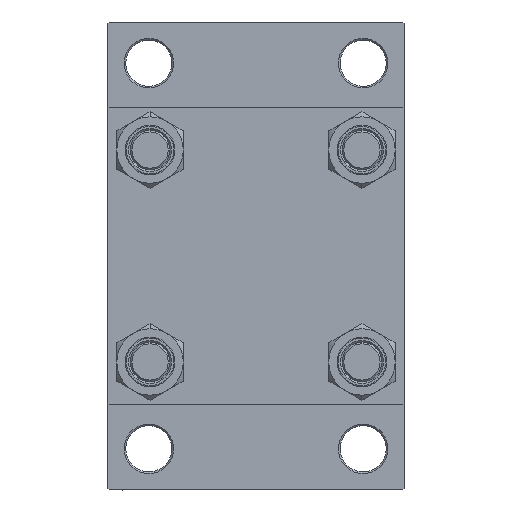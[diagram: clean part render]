
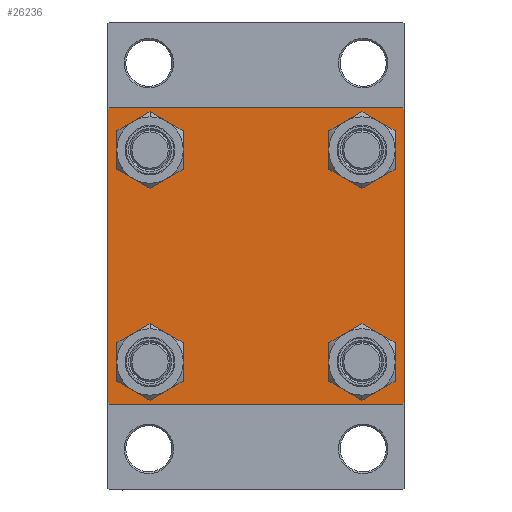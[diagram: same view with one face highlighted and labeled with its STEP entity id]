
A CAD part, left-side view. The second image highlights one B-rep face of the part: STEP entity #26236.
In plain terms, the highlighted planar face has unit normal (-1, 0, 0).
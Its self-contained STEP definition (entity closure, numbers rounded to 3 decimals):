
#101 = VERTEX_POINT ( 'NONE', #1256 ) ;
#117 = DIRECTION ( 'NONE',  ( 1., 0., 0. ) ) ;
#206 = VERTEX_POINT ( 'NONE', #3147 ) ;
#415 = CARTESIAN_POINT ( 'NONE',  ( 0., 44.5, -45. ) ) ;
#543 = CARTESIAN_POINT ( 'NONE',  ( 0., -44.5, 45. ) ) ;
#886 = VERTEX_POINT ( 'NONE', #17700 ) ;
#1256 = CARTESIAN_POINT ( 'NONE',  ( 0., 45., 44.5 ) ) ;
#1378 = EDGE_CURVE ( 'NONE', #21514, #101, #22651, .T. ) ;
#1880 = CIRCLE ( 'NONE', #37200, 6.5 ) ;
#1896 = FACE_OUTER_BOUND ( 'NONE', #45163, .T. ) ;
#2217 = AXIS2_PLACEMENT_3D ( 'NONE', #15977, #41045, #22744 ) ;
#3147 = CARTESIAN_POINT ( 'NONE',  ( 0., -32.15, 38.65 ) ) ;
#3620 = CARTESIAN_POINT ( 'NONE',  ( 0., -45., 44.5 ) ) ;
#4114 = ORIENTED_EDGE ( 'NONE', *, *, #34646, .F. ) ;
#4306 = CARTESIAN_POINT ( 'NONE',  ( 0., -45., -44.5 ) ) ;
#4438 = CIRCLE ( 'NONE', #20610, 6.5 ) ;
#5077 = DIRECTION ( 'NONE',  ( 0., -0.707, -0.707 ) ) ;
#5533 = CARTESIAN_POINT ( 'NONE',  ( 0., 32.15, -38.65 ) ) ;
#5750 = DIRECTION ( 'NONE',  ( -1., 0., 0. ) ) ;
#6250 = EDGE_CURVE ( 'NONE', #886, #46245, #11535, .T. ) ;
#6450 = FACE_BOUND ( 'NONE', #40819, .T. ) ;
#6452 = VERTEX_POINT ( 'NONE', #415 ) ;
#6744 = VECTOR ( 'NONE', #39255, 1000. ) ;
#7056 = CARTESIAN_POINT ( 'NONE',  ( 0., -32.15, -25.65 ) ) ;
#7215 = CIRCLE ( 'NONE', #8770, 6.5 ) ;
#7537 = EDGE_LOOP ( 'NONE', ( #24946, #40039 ) ) ;
#7551 = CIRCLE ( 'NONE', #24492, 6.5 ) ;
#7922 = CARTESIAN_POINT ( 'NONE',  ( 0., 44.75, 44.75 ) ) ;
#7974 = ORIENTED_EDGE ( 'NONE', *, *, #31250, .T. ) ;
#8770 = AXIS2_PLACEMENT_3D ( 'NONE', #32173, #117, #14118 ) ;
#9219 = AXIS2_PLACEMENT_3D ( 'NONE', #21636, #14169, #35855 ) ;
#9636 = CARTESIAN_POINT ( 'NONE',  ( 0., -44.75, 44.75 ) ) ;
#9834 = FACE_BOUND ( 'NONE', #7537, .T. ) ;
#10453 = ORIENTED_EDGE ( 'NONE', *, *, #32547, .T. ) ;
#10762 = ORIENTED_EDGE ( 'NONE', *, *, #39263, .T. ) ;
#10802 = CARTESIAN_POINT ( 'NONE',  ( 0., 45., -45. ) ) ;
#11535 = CIRCLE ( 'NONE', #9219, 6.5 ) ;
#11949 = VERTEX_POINT ( 'NONE', #4306 ) ;
#12081 = LINE ( 'NONE', #23876, #17792 ) ;
#12247 = CIRCLE ( 'NONE', #2217, 6.5 ) ;
#12275 = ORIENTED_EDGE ( 'NONE', *, *, #1378, .T. ) ;
#12507 = EDGE_CURVE ( 'NONE', #36193, #6452, #12081, .T. ) ;
#12675 = EDGE_CURVE ( 'NONE', #17357, #14813, #28197, .T. ) ;
#12970 = VERTEX_POINT ( 'NONE', #27910 ) ;
#13490 = EDGE_CURVE ( 'NONE', #21514, #14813, #19477, .T. ) ;
#14118 = DIRECTION ( 'NONE',  ( 0., 0., 1. ) ) ;
#14169 = DIRECTION ( 'NONE',  ( 1., 0., 0. ) ) ;
#14813 = VERTEX_POINT ( 'NONE', #543 ) ;
#14920 = DIRECTION ( 'NONE',  ( 0., -1., 0. ) ) ;
#15083 = DIRECTION ( 'NONE',  ( 1., 0., 0. ) ) ;
#15166 = CARTESIAN_POINT ( 'NONE',  ( 0., -45., 45. ) ) ;
#15571 = CIRCLE ( 'NONE', #19401, 6.5 ) ;
#15625 = CARTESIAN_POINT ( 'NONE',  ( 0., 45., 45. ) ) ;
#15868 = CARTESIAN_POINT ( 'NONE',  ( 0., 32.15, -25.65 ) ) ;
#15977 = CARTESIAN_POINT ( 'NONE',  ( 0., -32.15, 32.15 ) ) ;
#16245 = ORIENTED_EDGE ( 'NONE', *, *, #30772, .T. ) ;
#17123 = DIRECTION ( 'NONE',  ( 0., 0.707, 0.707 ) ) ;
#17357 = VERTEX_POINT ( 'NONE', #3620 ) ;
#17411 = ORIENTED_EDGE ( 'NONE', *, *, #38289, .T. ) ;
#17700 = CARTESIAN_POINT ( 'NONE',  ( 0., 32.15, 25.65 ) ) ;
#17792 = VECTOR ( 'NONE', #5077, 1000. ) ;
#17990 = VERTEX_POINT ( 'NONE', #7056 ) ;
#18224 = CARTESIAN_POINT ( 'NONE',  ( 0., 32.15, -32.15 ) ) ;
#18258 = DIRECTION ( 'NONE',  ( 0., 0., -1. ) ) ;
#18469 = DIRECTION ( 'NONE',  ( 0., 0., 1. ) ) ;
#19401 = AXIS2_PLACEMENT_3D ( 'NONE', #24126, #20513, #36154 ) ;
#19477 = LINE ( 'NONE', #15625, #44772 ) ;
#19747 = CARTESIAN_POINT ( 'NONE',  ( 0., -32.15, 32.15 ) ) ;
#20127 = CIRCLE ( 'NONE', #38596, 6.5 ) ;
#20513 = DIRECTION ( 'NONE',  ( 1., 0., 0. ) ) ;
#20610 = AXIS2_PLACEMENT_3D ( 'NONE', #18224, #36779, #18469 ) ;
#20984 = EDGE_CURVE ( 'NONE', #45516, #206, #1880, .T. ) ;
#21514 = VERTEX_POINT ( 'NONE', #31729 ) ;
#21636 = CARTESIAN_POINT ( 'NONE',  ( 0., 32.15, 32.15 ) ) ;
#22305 = VECTOR ( 'NONE', #44336, 1000. ) ;
#22489 = VERTEX_POINT ( 'NONE', #31523 ) ;
#22651 = LINE ( 'NONE', #7922, #47549 ) ;
#22744 = DIRECTION ( 'NONE',  ( 0., 0., 1. ) ) ;
#22846 = EDGE_CURVE ( 'NONE', #46245, #886, #7215, .T. ) ;
#23029 = CARTESIAN_POINT ( 'NONE',  ( 0., -32.15, -32.15 ) ) ;
#23553 = DIRECTION ( 'NONE',  ( 0., -1., 0. ) ) ;
#23842 = CARTESIAN_POINT ( 'NONE',  ( 0., 0., 0. ) ) ;
#23876 = CARTESIAN_POINT ( 'NONE',  ( 0., 44.75, -44.75 ) ) ;
#24126 = CARTESIAN_POINT ( 'NONE',  ( 0., 32.15, -32.15 ) ) ;
#24492 = AXIS2_PLACEMENT_3D ( 'NONE', #23029, #15083, #37256 ) ;
#24787 = PLANE ( 'NONE',  #46775 ) ;
#24946 = ORIENTED_EDGE ( 'NONE', *, *, #22846, .T. ) ;
#25494 = LINE ( 'NONE', #40201, #44764 ) ;
#26219 = EDGE_CURVE ( 'NONE', #12970, #11949, #34924, .T. ) ;
#26236 = ADVANCED_FACE ( 'NONE', ( #31777, #28169, #6450, #9834, #1896 ), #24787, .T. ) ;
#26641 = EDGE_CURVE ( 'NONE', #32857, #42497, #4438, .T. ) ;
#27910 = CARTESIAN_POINT ( 'NONE',  ( 0., -44.5, -45. ) ) ;
#28169 = FACE_BOUND ( 'NONE', #42746, .T. ) ;
#28197 = LINE ( 'NONE', #9636, #33205 ) ;
#28248 = ORIENTED_EDGE ( 'NONE', *, *, #20984, .T. ) ;
#28325 = CARTESIAN_POINT ( 'NONE',  ( 0., -32.15, 25.65 ) ) ;
#28713 = ORIENTED_EDGE ( 'NONE', *, *, #26219, .T. ) ;
#29109 = LINE ( 'NONE', #10802, #29881 ) ;
#29490 = ORIENTED_EDGE ( 'NONE', *, *, #26641, .T. ) ;
#29618 = LINE ( 'NONE', #15166, #22305 ) ;
#29881 = VECTOR ( 'NONE', #14920, 1000. ) ;
#30772 = EDGE_CURVE ( 'NONE', #22489, #17990, #7551, .T. ) ;
#31065 = DIRECTION ( 'NONE',  ( 0., 0., 1. ) ) ;
#31250 = EDGE_CURVE ( 'NONE', #6452, #12970, #29109, .T. ) ;
#31271 = DIRECTION ( 'NONE',  ( 0., 0., 1. ) ) ;
#31523 = CARTESIAN_POINT ( 'NONE',  ( 0., -32.15, -38.65 ) ) ;
#31729 = CARTESIAN_POINT ( 'NONE',  ( 0., 44.5, 45. ) ) ;
#31777 = FACE_BOUND ( 'NONE', #35742, .T. ) ;
#31992 = DIRECTION ( 'NONE',  ( 0., 0., 1. ) ) ;
#32173 = CARTESIAN_POINT ( 'NONE',  ( 0., 32.15, 32.15 ) ) ;
#32547 = EDGE_CURVE ( 'NONE', #206, #45516, #12247, .T. ) ;
#32857 = VERTEX_POINT ( 'NONE', #15868 ) ;
#33205 = VECTOR ( 'NONE', #17123, 1000. ) ;
#33229 = ORIENTED_EDGE ( 'NONE', *, *, #12507, .T. ) ;
#34255 = CARTESIAN_POINT ( 'NONE',  ( 0., 45., -44.5 ) ) ;
#34646 = EDGE_CURVE ( 'NONE', #17357, #11949, #29618, .T. ) ;
#34856 = CARTESIAN_POINT ( 'NONE',  ( 0., 32.15, 38.65 ) ) ;
#34924 = LINE ( 'NONE', #46490, #6744 ) ;
#35616 = DIRECTION ( 'NONE',  ( 1., 0., 0. ) ) ;
#35742 = EDGE_LOOP ( 'NONE', ( #10453, #28248 ) ) ;
#35855 = DIRECTION ( 'NONE',  ( 0., 0., 1. ) ) ;
#36154 = DIRECTION ( 'NONE',  ( 0., 0., 1. ) ) ;
#36193 = VERTEX_POINT ( 'NONE', #34255 ) ;
#36402 = ORIENTED_EDGE ( 'NONE', *, *, #13490, .F. ) ;
#36779 = DIRECTION ( 'NONE',  ( 1., 0., 0. ) ) ;
#37200 = AXIS2_PLACEMENT_3D ( 'NONE', #19747, #45523, #31271 ) ;
#37256 = DIRECTION ( 'NONE',  ( 0., 0., 1. ) ) ;
#38234 = EDGE_CURVE ( 'NONE', #17990, #22489, #20127, .T. ) ;
#38289 = EDGE_CURVE ( 'NONE', #101, #36193, #25494, .T. ) ;
#38596 = AXIS2_PLACEMENT_3D ( 'NONE', #47655, #35616, #31992 ) ;
#39255 = DIRECTION ( 'NONE',  ( 0., -0.707, 0.707 ) ) ;
#39263 = EDGE_CURVE ( 'NONE', #42497, #32857, #15571, .T. ) ;
#40039 = ORIENTED_EDGE ( 'NONE', *, *, #6250, .T. ) ;
#40201 = CARTESIAN_POINT ( 'NONE',  ( 0., 45., 45. ) ) ;
#40244 = DIRECTION ( 'NONE',  ( 0., 0.707, -0.707 ) ) ;
#40819 = EDGE_LOOP ( 'NONE', ( #29490, #10762 ) ) ;
#41045 = DIRECTION ( 'NONE',  ( 1., 0., 0. ) ) ;
#42497 = VERTEX_POINT ( 'NONE', #5533 ) ;
#42746 = EDGE_LOOP ( 'NONE', ( #47057, #16245 ) ) ;
#44336 = DIRECTION ( 'NONE',  ( 0., 0., -1. ) ) ;
#44764 = VECTOR ( 'NONE', #18258, 1000. ) ;
#44772 = VECTOR ( 'NONE', #23553, 1000. ) ;
#45163 = EDGE_LOOP ( 'NONE', ( #17411, #33229, #7974, #28713, #4114, #46053, #36402, #12275 ) ) ;
#45516 = VERTEX_POINT ( 'NONE', #28325 ) ;
#45523 = DIRECTION ( 'NONE',  ( 1., 0., 0. ) ) ;
#46053 = ORIENTED_EDGE ( 'NONE', *, *, #12675, .T. ) ;
#46245 = VERTEX_POINT ( 'NONE', #34856 ) ;
#46490 = CARTESIAN_POINT ( 'NONE',  ( 0., -44.75, -44.75 ) ) ;
#46775 = AXIS2_PLACEMENT_3D ( 'NONE', #23842, #5750, #31065 ) ;
#47057 = ORIENTED_EDGE ( 'NONE', *, *, #38234, .T. ) ;
#47549 = VECTOR ( 'NONE', #40244, 1000. ) ;
#47655 = CARTESIAN_POINT ( 'NONE',  ( 0., -32.15, -32.15 ) ) ;
